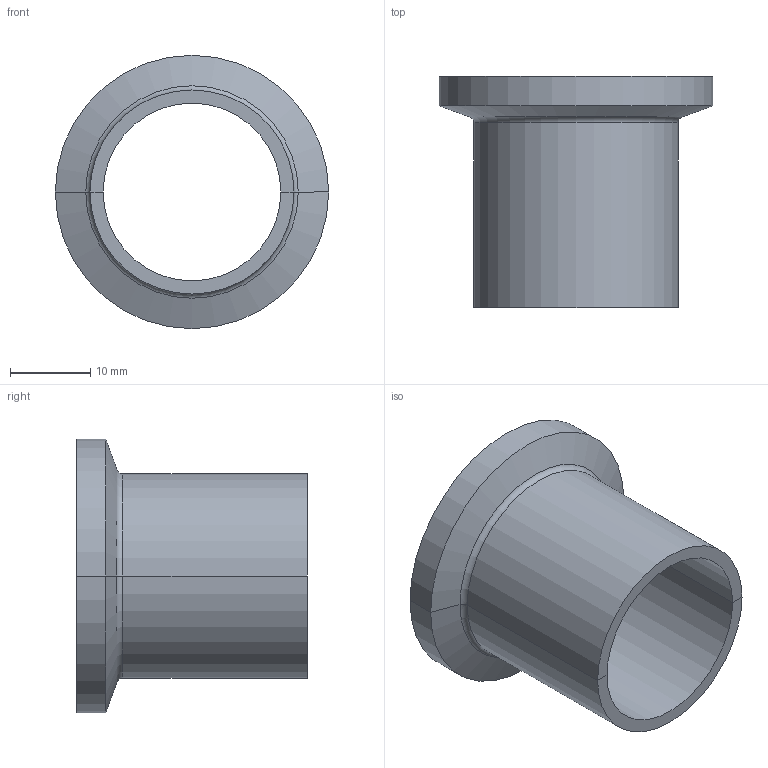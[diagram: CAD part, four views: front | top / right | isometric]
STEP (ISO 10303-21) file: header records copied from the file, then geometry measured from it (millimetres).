
FILE_DESCRIPTION (( 'STEP AP214' ), '1' );
FILE_NAME ('DT22 25.4 A(B).STEP', '2014-02-12T07:56:24', ( '' ), ( '' ), 'SwSTEP 2.0', 'SolidWorks 2013', '' );
FILE_SCHEMA (( 'AUTOMOTIVE_DESIGN' ));
Length unit declared in the file: millimetre
Products named in the file (1): DT22 25.4 A(B)
Bounding box: 34.01 x 28.7 x 34.01 mm (x, y, z)
Volume: 4788.6 mm3; surface area: 5450.9 mm2
Topology: 1 solids, 1 shells, 26 faces, 52 edges, 28 vertices
Faces by surface type: torus 10, cylinder 8, cone 6, plane 2
Entity records: 712 total; most frequent: DIRECTION 144, CARTESIAN_POINT 107, ORIENTED_EDGE 104, AXIS2_PLACEMENT_3D 65, EDGE_CURVE 52, CIRCLE 38, EDGE_LOOP 28, VERTEX_POINT 28
